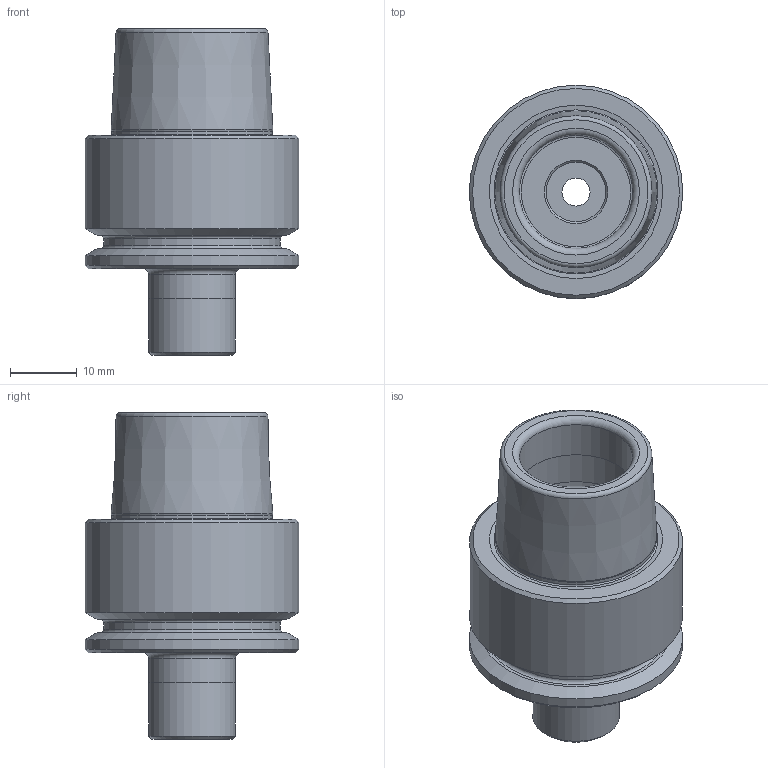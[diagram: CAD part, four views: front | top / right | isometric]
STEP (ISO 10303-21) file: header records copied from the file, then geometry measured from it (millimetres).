
FILE_DESCRIPTION(/* description */ (''),/* implementation_level */ '2;1');
FILE_NAME(/* name */ '253211109.stp',/* time_stamp */ '2022-02-22T09:47:03',/* author */ ('LRA'),/* organization */ ('REGO-FIX'),/* preprocessor_version */ ' Unknown',/* originating_system */ 'SIEMENS PLM Software Solid Edge ST10',/* authorization */ 'Unknown');
FILE_SCHEMA (('AUTOMOTIVE_DESIGN { 1 0 10303 214 2 1 1}'));
Length unit declared in the file: millimetre
Products named in the file (1): NOCUT
Bounding box: 32 x 32 x 49 mm (x, y, z)
Volume: 16227.1 mm3; surface area: 7534.3 mm2
Topology: 1 solids, 1 shells, 45 faces, 87 edges, 50 vertices
Faces by surface type: cylinder 13, cone 13, torus 11, plane 8
Full cylindrical faces by diameter (mm): 4.2 x1, 7.5 x1, 8.917 x1, 11 x1, 13 x2, 17 x2, 20.5 x1, 24.129 x1, 26.5 x1, 32 x2
Entity records: 1262 total; most frequent: DIRECTION 188, CARTESIAN_POINT 139, AXIS2_PLACEMENT_3D 94, ORIENTED_EDGE 90, EDGE_LOOP 90, FACE_BOUND 90, EDGE_CURVE 45, VERTEX_POINT 45
